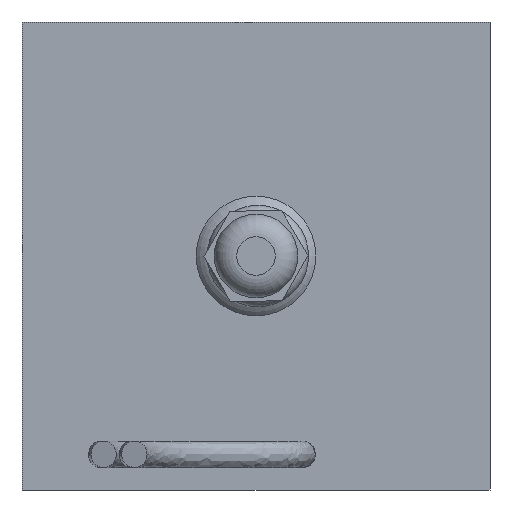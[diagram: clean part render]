
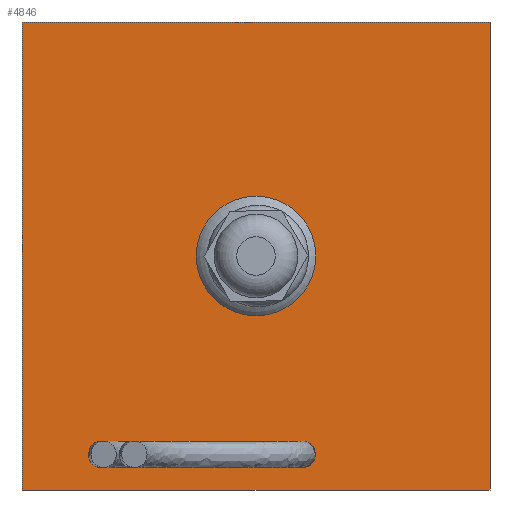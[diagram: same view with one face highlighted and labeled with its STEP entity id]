
A CAD part, left-side view. The second image highlights one B-rep face of the part: STEP entity #4846.
In plain terms, the highlighted planar face has unit normal (-1, 0, 0).
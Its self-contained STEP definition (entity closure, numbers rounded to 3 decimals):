
#4787=CARTESIAN_POINT('',(-13.,-0.,25.));
#4788=DIRECTION('',(-1.,-0.,0.));
#4789=DIRECTION('',(0.,-1.,0.));
#4790=AXIS2_PLACEMENT_3D('',#4787,#4788,#4789);
#4791=PLANE('',#4790);
#4792=CARTESIAN_POINT('',(-13.,-0.,9.308));
#4793=VERTEX_POINT('',#4792);
#4794=CARTESIAN_POINT('',(-13.,-3.192,12.5));
#4795=VERTEX_POINT('',#4794);
#4796=CARTESIAN_POINT('',(-13.,-0.,12.5));
#4797=DIRECTION('',(-1.,-0.,0.));
#4798=DIRECTION('',(0.,-1.,0.));
#4799=AXIS2_PLACEMENT_3D('',#4796,#4797,#4798);
#4800=CIRCLE('',#4799,3.192);
#4801=EDGE_CURVE('',#4793,#4795,#4800,.T.);
#4802=ORIENTED_EDGE('',*,*,#4801,.F.);
#4803=CARTESIAN_POINT('',(-13.,-0.,12.5));
#4804=DIRECTION('',(-1.,-0.,0.));
#4805=DIRECTION('',(0.,-1.,0.));
#4806=AXIS2_PLACEMENT_3D('',#4803,#4804,#4805);
#4807=CIRCLE('',#4806,3.192);
#4808=EDGE_CURVE('',#4795,#4793,#4807,.T.);
#4809=ORIENTED_EDGE('',*,*,#4808,.F.);
#4810=EDGE_LOOP('',(#4802,#4809));
#4811=FACE_BOUND('',#4810,.T.);
#4812=CARTESIAN_POINT('',(-13.,-12.5,0.));
#4813=VERTEX_POINT('',#4812);
#4814=CARTESIAN_POINT('',(-13.,12.5,0.));
#4815=VERTEX_POINT('',#4814);
#4816=CARTESIAN_POINT('',(-13.,-12.5,0.));
#4817=DIRECTION('',(-0.,1.,0.));
#4818=VECTOR('',#4817,25.);
#4819=LINE('',#4816,#4818);
#4820=EDGE_CURVE('',#4813,#4815,#4819,.T.);
#4821=ORIENTED_EDGE('',*,*,#4820,.F.);
#4822=CARTESIAN_POINT('',(-13.,-12.5,25.));
#4823=VERTEX_POINT('',#4822);
#4824=CARTESIAN_POINT('',(-13.,-12.5,25.));
#4825=DIRECTION('',(0.,0.,-1.));
#4826=VECTOR('',#4825,25.);
#4827=LINE('',#4824,#4826);
#4828=EDGE_CURVE('',#4823,#4813,#4827,.T.);
#4829=ORIENTED_EDGE('',*,*,#4828,.F.);
#4830=CARTESIAN_POINT('',(-13.,12.5,25.));
#4831=VERTEX_POINT('',#4830);
#4832=CARTESIAN_POINT('',(-13.,-12.5,25.));
#4833=DIRECTION('',(-0.,1.,0.));
#4834=VECTOR('',#4833,25.);
#4835=LINE('',#4832,#4834);
#4836=EDGE_CURVE('',#4823,#4831,#4835,.T.);
#4837=ORIENTED_EDGE('',*,*,#4836,.T.);
#4838=CARTESIAN_POINT('',(-13.,12.5,25.));
#4839=DIRECTION('',(0.,0.,-1.));
#4840=VECTOR('',#4839,25.);
#4841=LINE('',#4838,#4840);
#4842=EDGE_CURVE('',#4831,#4815,#4841,.T.);
#4843=ORIENTED_EDGE('',*,*,#4842,.T.);
#4844=EDGE_LOOP('',(#4821,#4829,#4837,#4843));
#4845=FACE_BOUND('',#4844,.T.);
#4846=ADVANCED_FACE('',(#4811,#4845),#4791,.T.);
